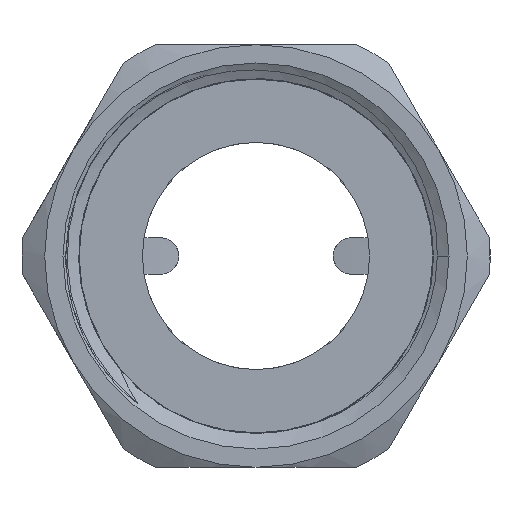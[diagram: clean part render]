
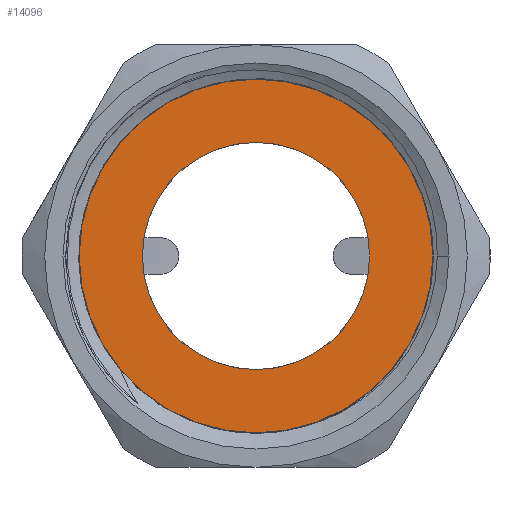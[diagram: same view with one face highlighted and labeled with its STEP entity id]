
A CAD part, left-side view. The second image highlights one B-rep face of the part: STEP entity #14096.
In plain terms, the highlighted planar face has unit normal (-1, 0, 0).
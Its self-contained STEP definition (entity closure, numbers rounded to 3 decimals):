
#13971=CARTESIAN_POINT('',(0.,0.,0.));
#13972=DIRECTION('',(-1.,0.,0.));
#13973=DIRECTION('',(0.,1.,0.));
#13974=AXIS2_PLACEMENT_3D('',#13971,#13972,#13973);
#13979=CARTESIAN_POINT('',(0.,0.,0.));
#13980=DIRECTION('',(1.,0.,0.));
#13981=DIRECTION('',(0.,1.,0.));
#13982=AXIS2_PLACEMENT_3D('',#13979,#13980,#13981);
#13987=CARTESIAN_POINT('',(0.,0.,0.));
#13988=DIRECTION('',(1.,0.,0.));
#13989=DIRECTION('',(0.,1.,0.));
#13990=AXIS2_PLACEMENT_3D('',#13987,#13988,#13989);
#14009=CARTESIAN_POINT('',(0.,0.,0.));
#14010=DIRECTION('',(-1.,0.,0.));
#14011=DIRECTION('',(0.,1.,0.));
#14012=AXIS2_PLACEMENT_3D('',#14009,#14010,#14011);
#14063=CARTESIAN_POINT('',(0.,12.5,0.));
#14065=VERTEX_POINT('',#14063);
#14068=CARTESIAN_POINT('',(0.,19.45,0.));
#14070=VERTEX_POINT('',#14068);
#14071=CARTESIAN_POINT('',(0.,-12.5,0.));
#14073=VERTEX_POINT('',#14071);
#14076=CARTESIAN_POINT('',(0.,-19.45,0.));
#14078=VERTEX_POINT('',#14076);
#14079=CARTESIAN_POINT('',(0.,0.,0.));
#14080=DIRECTION('',(1.,0.,0.));
#14081=DIRECTION('',(0.,-1.,0.));
#14082=AXIS2_PLACEMENT_3D('',#14079,#14080,#14081);
#14083=PLANE('',#14082);
#14085=ORIENTED_EDGE('',*,*,#14084,.F.);
#14087=ORIENTED_EDGE('',*,*,#14086,.T.);
#14088=EDGE_LOOP('',(#14085,#14087));
#14089=FACE_OUTER_BOUND('',#14088,.F.);
#14091=ORIENTED_EDGE('',*,*,#14090,.F.);
#14093=ORIENTED_EDGE('',*,*,#14092,.T.);
#14094=EDGE_LOOP('',(#14091,#14093));
#14095=FACE_BOUND('',#14094,.F.);
#14096=ADVANCED_FACE('',(#14089,#14095),#14083,.F.);
#13975=CIRCLE('',#13974,19.45);
#13983=CIRCLE('',#13982,19.45);
#13991=CIRCLE('',#13990,12.5);
#14013=CIRCLE('',#14012,12.5);
#14084=EDGE_CURVE('',#14070,#14078,#13975,.T.);
#14086=EDGE_CURVE('',#14070,#14078,#13983,.T.);
#14090=EDGE_CURVE('',#14065,#14073,#13991,.T.);
#14092=EDGE_CURVE('',#14065,#14073,#14013,.T.);
